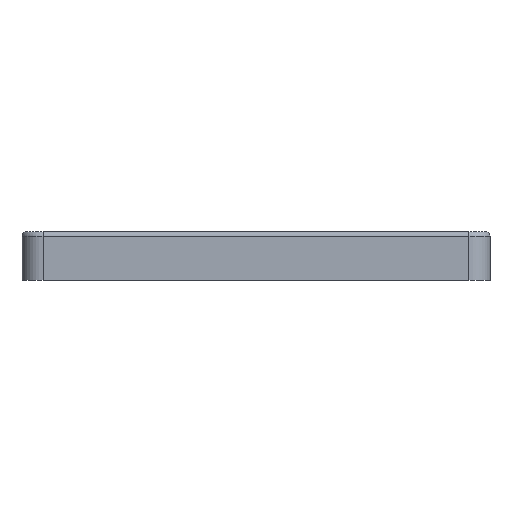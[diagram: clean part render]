
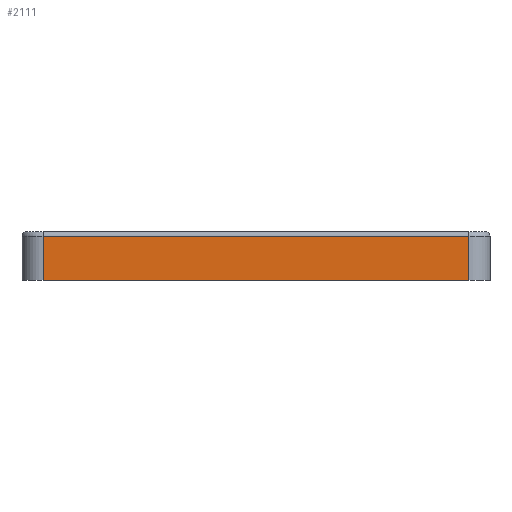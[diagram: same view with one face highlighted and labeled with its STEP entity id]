
A CAD part, left-side view. The second image highlights one B-rep face of the part: STEP entity #2111.
In plain terms, the highlighted planar face has unit normal (-1, 0, 0).
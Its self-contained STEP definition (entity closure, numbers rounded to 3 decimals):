
#267 = PLANE('',#268);
#268 = AXIS2_PLACEMENT_3D('',#269,#270,#271);
#269 = CARTESIAN_POINT('',(0.,1.531,0.));
#270 = DIRECTION('',(0.,0.,1.));
#271 = DIRECTION('',(1.,0.,0.));
#832 = EDGE_CURVE('',#833,#835,#837,.T.);
#833 = VERTEX_POINT('',#834);
#834 = CARTESIAN_POINT('',(-47.727,-47.092,0.));
#835 = VERTEX_POINT('',#836);
#836 = CARTESIAN_POINT('',(-47.727,39.98,0.));
#837 = SURFACE_CURVE('',#838,(#842,#849),.PCURVE_S1.);
#838 = LINE('',#839,#840);
#839 = CARTESIAN_POINT('',(-47.727,-47.092,0.));
#840 = VECTOR('',#841,1.);
#841 = DIRECTION('',(0.,1.,0.));
#842 = PCURVE('',#267,#843);
#843 = DEFINITIONAL_REPRESENTATION('',(#844),#848);
#844 = LINE('',#845,#846);
#845 = CARTESIAN_POINT('',(-47.727,-48.623));
#846 = VECTOR('',#847,1.);
#847 = DIRECTION('',(0.,1.));
#848 = ( GEOMETRIC_REPRESENTATION_CONTEXT(2) 
PARAMETRIC_REPRESENTATION_CONTEXT() REPRESENTATION_CONTEXT('2D SPACE',''
  ) );
#849 = PCURVE('',#850,#855);
#850 = PLANE('',#851);
#851 = AXIS2_PLACEMENT_3D('',#852,#853,#854);
#852 = CARTESIAN_POINT('',(-47.727,-47.092,0.));
#853 = DIRECTION('',(-1.,0.,0.));
#854 = DIRECTION('',(0.,1.,0.));
#855 = DEFINITIONAL_REPRESENTATION('',(#856),#860);
#856 = LINE('',#857,#858);
#857 = CARTESIAN_POINT('',(0.,0.));
#858 = VECTOR('',#859,1.);
#859 = DIRECTION('',(1.,0.));
#860 = ( GEOMETRIC_REPRESENTATION_CONTEXT(2) 
PARAMETRIC_REPRESENTATION_CONTEXT() REPRESENTATION_CONTEXT('2D SPACE',''
  ) );
#879 = CYLINDRICAL_SURFACE('',#880,4.318);
#880 = AXIS2_PLACEMENT_3D('',#881,#882,#883);
#881 = CARTESIAN_POINT('',(-43.409,-47.092,0.));
#882 = DIRECTION('',(-0.,-0.,-1.));
#883 = DIRECTION('',(1.,0.,0.));
#1048 = CYLINDRICAL_SURFACE('',#1049,4.318);
#1049 = AXIS2_PLACEMENT_3D('',#1050,#1051,#1052);
#1050 = CARTESIAN_POINT('',(-43.409,39.98,0.));
#1051 = DIRECTION('',(-0.,-0.,-1.));
#1052 = DIRECTION('',(1.,0.,0.));
#1422 = CYLINDRICAL_SURFACE('',#1423,1.);
#1423 = AXIS2_PLACEMENT_3D('',#1424,#1425,#1426);
#1424 = CARTESIAN_POINT('',(-46.727,-47.092,9.));
#1425 = DIRECTION('',(0.,1.,0.));
#1426 = DIRECTION('',(-1.,0.,0.));
#2111 = ADVANCED_FACE('',(#2112),#850,.T.);
#2112 = FACE_BOUND('',#2113,.T.);
#2113 = EDGE_LOOP('',(#2114,#2137,#2160,#2181));
#2114 = ORIENTED_EDGE('',*,*,#2115,.T.);
#2115 = EDGE_CURVE('',#833,#2116,#2118,.T.);
#2116 = VERTEX_POINT('',#2117);
#2117 = CARTESIAN_POINT('',(-47.727,-47.092,9.));
#2118 = SURFACE_CURVE('',#2119,(#2123,#2130),.PCURVE_S1.);
#2119 = LINE('',#2120,#2121);
#2120 = CARTESIAN_POINT('',(-47.727,-47.092,0.));
#2121 = VECTOR('',#2122,1.);
#2122 = DIRECTION('',(0.,0.,1.));
#2123 = PCURVE('',#850,#2124);
#2124 = DEFINITIONAL_REPRESENTATION('',(#2125),#2129);
#2125 = LINE('',#2126,#2127);
#2126 = CARTESIAN_POINT('',(0.,0.));
#2127 = VECTOR('',#2128,1.);
#2128 = DIRECTION('',(0.,-1.));
#2129 = ( GEOMETRIC_REPRESENTATION_CONTEXT(2) 
PARAMETRIC_REPRESENTATION_CONTEXT() REPRESENTATION_CONTEXT('2D SPACE',''
  ) );
#2130 = PCURVE('',#879,#2131);
#2131 = DEFINITIONAL_REPRESENTATION('',(#2132),#2136);
#2132 = LINE('',#2133,#2134);
#2133 = CARTESIAN_POINT('',(-3.142,0.));
#2134 = VECTOR('',#2135,1.);
#2135 = DIRECTION('',(-0.,-1.));
#2136 = ( GEOMETRIC_REPRESENTATION_CONTEXT(2) 
PARAMETRIC_REPRESENTATION_CONTEXT() REPRESENTATION_CONTEXT('2D SPACE',''
  ) );
#2137 = ORIENTED_EDGE('',*,*,#2138,.T.);
#2138 = EDGE_CURVE('',#2116,#2139,#2141,.T.);
#2139 = VERTEX_POINT('',#2140);
#2140 = CARTESIAN_POINT('',(-47.727,39.98,9.));
#2141 = SURFACE_CURVE('',#2142,(#2146,#2153),.PCURVE_S1.);
#2142 = LINE('',#2143,#2144);
#2143 = CARTESIAN_POINT('',(-47.727,-47.092,9.));
#2144 = VECTOR('',#2145,1.);
#2145 = DIRECTION('',(0.,1.,0.));
#2146 = PCURVE('',#850,#2147);
#2147 = DEFINITIONAL_REPRESENTATION('',(#2148),#2152);
#2148 = LINE('',#2149,#2150);
#2149 = CARTESIAN_POINT('',(0.,-9.));
#2150 = VECTOR('',#2151,1.);
#2151 = DIRECTION('',(1.,0.));
#2152 = ( GEOMETRIC_REPRESENTATION_CONTEXT(2) 
PARAMETRIC_REPRESENTATION_CONTEXT() REPRESENTATION_CONTEXT('2D SPACE',''
  ) );
#2153 = PCURVE('',#1422,#2154);
#2154 = DEFINITIONAL_REPRESENTATION('',(#2155),#2159);
#2155 = LINE('',#2156,#2157);
#2156 = CARTESIAN_POINT('',(0.,0.));
#2157 = VECTOR('',#2158,1.);
#2158 = DIRECTION('',(0.,1.));
#2159 = ( GEOMETRIC_REPRESENTATION_CONTEXT(2) 
PARAMETRIC_REPRESENTATION_CONTEXT() REPRESENTATION_CONTEXT('2D SPACE',''
  ) );
#2160 = ORIENTED_EDGE('',*,*,#2161,.F.);
#2161 = EDGE_CURVE('',#835,#2139,#2162,.T.);
#2162 = SURFACE_CURVE('',#2163,(#2167,#2174),.PCURVE_S1.);
#2163 = LINE('',#2164,#2165);
#2164 = CARTESIAN_POINT('',(-47.727,39.98,0.));
#2165 = VECTOR('',#2166,1.);
#2166 = DIRECTION('',(0.,0.,1.));
#2167 = PCURVE('',#850,#2168);
#2168 = DEFINITIONAL_REPRESENTATION('',(#2169),#2173);
#2169 = LINE('',#2170,#2171);
#2170 = CARTESIAN_POINT('',(87.071,0.));
#2171 = VECTOR('',#2172,1.);
#2172 = DIRECTION('',(0.,-1.));
#2173 = ( GEOMETRIC_REPRESENTATION_CONTEXT(2) 
PARAMETRIC_REPRESENTATION_CONTEXT() REPRESENTATION_CONTEXT('2D SPACE',''
  ) );
#2174 = PCURVE('',#1048,#2175);
#2175 = DEFINITIONAL_REPRESENTATION('',(#2176),#2180);
#2176 = LINE('',#2177,#2178);
#2177 = CARTESIAN_POINT('',(-3.142,0.));
#2178 = VECTOR('',#2179,1.);
#2179 = DIRECTION('',(-0.,-1.));
#2180 = ( GEOMETRIC_REPRESENTATION_CONTEXT(2) 
PARAMETRIC_REPRESENTATION_CONTEXT() REPRESENTATION_CONTEXT('2D SPACE',''
  ) );
#2181 = ORIENTED_EDGE('',*,*,#832,.F.);
